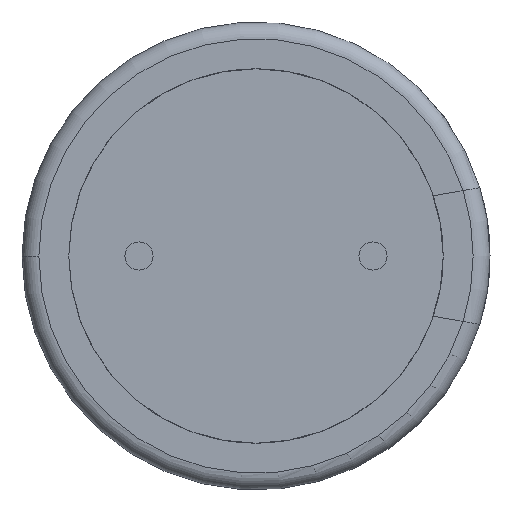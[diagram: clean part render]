
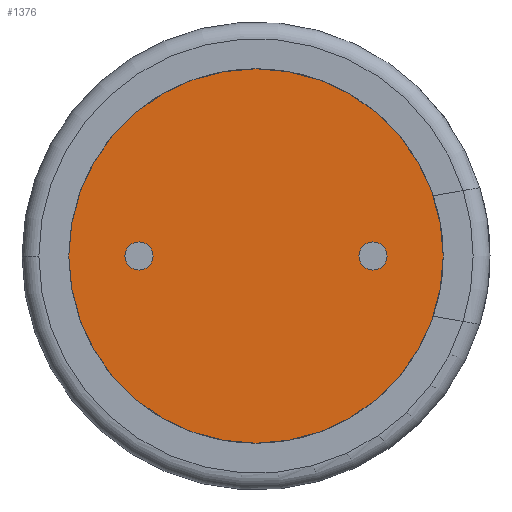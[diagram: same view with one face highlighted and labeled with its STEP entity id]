
A CAD part, front view. The second image highlights one B-rep face of the part: STEP entity #1376.
In plain terms, the highlighted planar face has unit normal (0, -1, 0).
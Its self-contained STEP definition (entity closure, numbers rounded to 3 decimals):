
#11 = ORIENTED_EDGE ( 'NONE', *, *, #967, .F. ) ;
#46 = CARTESIAN_POINT ( 'NONE',  ( 4., 0., 0. ) ) ;
#75 = CARTESIAN_POINT ( 'NONE',  ( 2.5, 0., 0. ) ) ;
#76 = CARTESIAN_POINT ( 'NONE',  ( 2.5, 0., 0.3 ) ) ;
#90 = EDGE_CURVE ( 'NONE', #507, #884, #1179, .T. ) ;
#131 = CARTESIAN_POINT ( 'NONE',  ( 2.5, 0., 0. ) ) ;
#206 = VERTEX_POINT ( 'NONE', #1070 ) ;
#236 = PLANE ( 'NONE',  #706 ) ;
#294 = ORIENTED_EDGE ( 'NONE', *, *, #1866, .F. ) ;
#312 = FACE_OUTER_BOUND ( 'NONE', #705, .T. ) ;
#313 = ORIENTED_EDGE ( 'NONE', *, *, #1374, .F. ) ;
#340 = AXIS2_PLACEMENT_3D ( 'NONE', #75, #1316, #412 ) ;
#348 = AXIS2_PLACEMENT_3D ( 'NONE', #372, #1897, #977 ) ;
#372 = CARTESIAN_POINT ( 'NONE',  ( 0., 0., 0. ) ) ;
#392 = DIRECTION ( 'NONE',  ( 0., -1., 0. ) ) ;
#412 = DIRECTION ( 'NONE',  ( -1., 0., 0. ) ) ;
#415 = DIRECTION ( 'NONE',  ( -1., 0., 0. ) ) ;
#507 = VERTEX_POINT ( 'NONE', #46 ) ;
#547 = EDGE_CURVE ( 'NONE', #1976, #693, #1680, .T. ) ;
#553 = EDGE_LOOP ( 'NONE', ( #1973, #11 ) ) ;
#581 = ORIENTED_EDGE ( 'NONE', *, *, #1142, .F. ) ;
#585 = CARTESIAN_POINT ( 'NONE',  ( -2.5, 0., 0. ) ) ;
#622 = ORIENTED_EDGE ( 'NONE', *, *, #90, .F. ) ;
#688 = DIRECTION ( 'NONE',  ( -1., 0., 0. ) ) ;
#690 = CARTESIAN_POINT ( 'NONE',  ( -2.5, 0., 0.3 ) ) ;
#693 = VERTEX_POINT ( 'NONE', #1187 ) ;
#705 = EDGE_LOOP ( 'NONE', ( #294, #622 ) ) ;
#706 = AXIS2_PLACEMENT_3D ( 'NONE', #1762, #1459, #688 ) ;
#884 = VERTEX_POINT ( 'NONE', #1856 ) ;
#967 = EDGE_CURVE ( 'NONE', #693, #1976, #1974, .T. ) ;
#977 = DIRECTION ( 'NONE',  ( -1., 0., 0. ) ) ;
#991 = CARTESIAN_POINT ( 'NONE',  ( -2.5, 0., 0. ) ) ;
#997 = CIRCLE ( 'NONE', #1534, 0.3 ) ;
#1017 = FACE_BOUND ( 'NONE', #1970, .T. ) ;
#1021 = DIRECTION ( 'NONE',  ( -1., 0., 0. ) ) ;
#1026 = CARTESIAN_POINT ( 'NONE',  ( 0., 0., 0. ) ) ;
#1047 = DIRECTION ( 'NONE',  ( 0., -1., 0. ) ) ;
#1070 = CARTESIAN_POINT ( 'NONE',  ( 2.5, 0., -0.3 ) ) ;
#1142 = EDGE_CURVE ( 'NONE', #206, #1379, #1644, .T. ) ;
#1151 = AXIS2_PLACEMENT_3D ( 'NONE', #991, #392, #1752 ) ;
#1179 = CIRCLE ( 'NONE', #1785, 4. ) ;
#1187 = CARTESIAN_POINT ( 'NONE',  ( -2.5, 0., -0.3 ) ) ;
#1199 = DIRECTION ( 'NONE',  ( 0., 1., 0. ) ) ;
#1316 = DIRECTION ( 'NONE',  ( 0., -1., 0. ) ) ;
#1319 = DIRECTION ( 'NONE',  ( -1., 0., 0. ) ) ;
#1332 = FACE_BOUND ( 'NONE', #553, .T. ) ;
#1374 = EDGE_CURVE ( 'NONE', #1379, #206, #997, .T. ) ;
#1376 = ADVANCED_FACE ( 'NONE', ( #1332, #1017, #312 ), #236, .F. ) ;
#1379 = VERTEX_POINT ( 'NONE', #76 ) ;
#1435 = DIRECTION ( 'NONE',  ( 0., -1., 0. ) ) ;
#1459 = DIRECTION ( 'NONE',  ( 0., 1., 0. ) ) ;
#1534 = AXIS2_PLACEMENT_3D ( 'NONE', #131, #1435, #415 ) ;
#1564 = AXIS2_PLACEMENT_3D ( 'NONE', #585, #1047, #1021 ) ;
#1644 = CIRCLE ( 'NONE', #340, 0.3 ) ;
#1680 = CIRCLE ( 'NONE', #1151, 0.3 ) ;
#1752 = DIRECTION ( 'NONE',  ( -1., 0., 0. ) ) ;
#1762 = CARTESIAN_POINT ( 'NONE',  ( 0., 0., 0. ) ) ;
#1785 = AXIS2_PLACEMENT_3D ( 'NONE', #1026, #1199, #1319 ) ;
#1831 = CIRCLE ( 'NONE', #348, 4. ) ;
#1856 = CARTESIAN_POINT ( 'NONE',  ( -4., 0., 0. ) ) ;
#1866 = EDGE_CURVE ( 'NONE', #884, #507, #1831, .T. ) ;
#1897 = DIRECTION ( 'NONE',  ( 0., 1., 0. ) ) ;
#1970 = EDGE_LOOP ( 'NONE', ( #313, #581 ) ) ;
#1973 = ORIENTED_EDGE ( 'NONE', *, *, #547, .F. ) ;
#1974 = CIRCLE ( 'NONE', #1564, 0.3 ) ;
#1976 = VERTEX_POINT ( 'NONE', #690 ) ;
